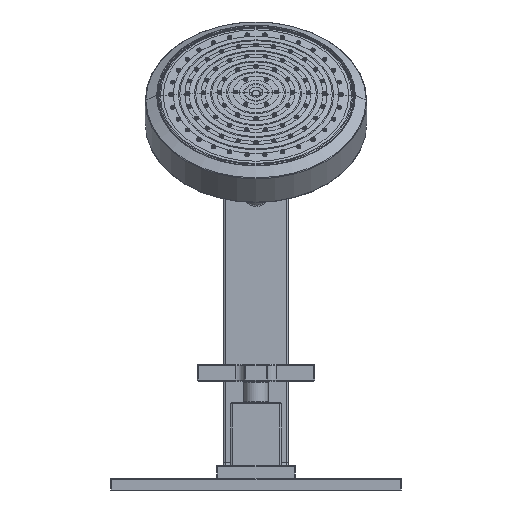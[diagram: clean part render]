
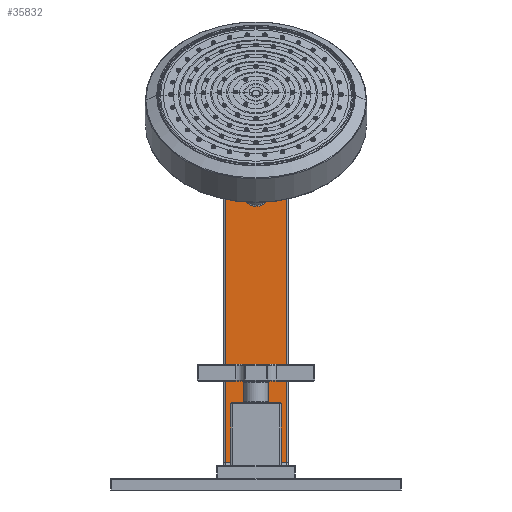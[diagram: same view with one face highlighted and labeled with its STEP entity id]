
A CAD part, front view. The second image highlights one B-rep face of the part: STEP entity #35832.
In plain terms, the highlighted planar face has unit normal (0, -1, 0).
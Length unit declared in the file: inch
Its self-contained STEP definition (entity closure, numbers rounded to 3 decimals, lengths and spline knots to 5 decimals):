
#17333=DIRECTION('',(0.,0.,-1.));
#17334=VECTOR('',#17333,8.206);
#17335=CARTESIAN_POINT('',(0.815,11.546,8.94));
#17336=LINE('',#17335,#17334);
#17337=DIRECTION('',(1.,0.,0.));
#17338=VECTOR('',#17337,1.63);
#17339=CARTESIAN_POINT('',(-0.815,11.546,0.734));
#17340=LINE('',#17339,#17338);
#17341=DIRECTION('',(0.,0.,1.));
#17342=VECTOR('',#17341,8.206);
#17343=CARTESIAN_POINT('',(-0.815,11.546,0.734));
#17344=LINE('',#17343,#17342);
#17345=DIRECTION('',(1.,0.,0.));
#17346=VECTOR('',#17345,1.63);
#17347=CARTESIAN_POINT('',(-0.815,11.546,8.94));
#17348=LINE('',#17347,#17346);
#17349=CARTESIAN_POINT('',(-0.00001,11.546,
7.56787));
#17350=CARTESIAN_POINT('',(-0.01162,11.546,
7.56786));
#17351=CARTESIAN_POINT('',(-0.03488,11.546,
7.56904));
#17352=CARTESIAN_POINT('',(-0.06986,11.546,
7.57438));
#17353=CARTESIAN_POINT('',(-0.10485,11.546,
7.58339));
#17354=CARTESIAN_POINT('',(-0.13988,11.546,
7.59624));
#17355=CARTESIAN_POINT('',(-0.17489,11.546,
7.61316));
#17356=CARTESIAN_POINT('',(-0.20979,11.546,
7.63442));
#17357=CARTESIAN_POINT('',(-0.24444,11.546,7.66035));
#17358=CARTESIAN_POINT('',(-0.27859,11.546,7.69128));
#17359=CARTESIAN_POINT('',(-0.31193,11.546,7.72753));
#17360=CARTESIAN_POINT('',(-0.34403,11.546,7.76941));
#17361=CARTESIAN_POINT('',(-0.37435,11.546,7.81709));
#17362=CARTESIAN_POINT('',(-0.40228,11.546,7.87061));
#17363=CARTESIAN_POINT('',(-0.4271,11.546,7.9298));
#17364=CARTESIAN_POINT('',(-0.44808,11.546,7.99421));
#17365=CARTESIAN_POINT('',(-0.46449,11.546,8.0631));
#17366=CARTESIAN_POINT('',(-0.47572,11.546,8.13546));
#17367=CARTESIAN_POINT('',(-0.48129,11.546,8.20999));
#17368=CARTESIAN_POINT('',(-0.48096,11.546,
8.28526));
#17369=CARTESIAN_POINT('',(-0.47475,11.546,
8.35973));
#17370=CARTESIAN_POINT('',(-0.4629,11.546,
8.43196));
#17371=CARTESIAN_POINT('',(-0.4459,11.546,
8.50068));
#17372=CARTESIAN_POINT('',(-0.42438,11.546,
8.56487));
#17373=CARTESIAN_POINT('',(-0.39907,11.546,
8.62378));
#17374=CARTESIAN_POINT('',(-0.37067,11.546,
8.677));
#17375=CARTESIAN_POINT('',(-0.35032,11.546,
8.70854));
#17376=CARTESIAN_POINT('',(-0.33974,11.546,
8.72334));
#17378=CARTESIAN_POINT('',(0.33974,11.546,
8.72334));
#17379=CARTESIAN_POINT('',(0.35031,11.546,
8.70856));
#17380=CARTESIAN_POINT('',(0.37065,11.546,
8.67704));
#17381=CARTESIAN_POINT('',(0.39906,11.546,
8.62382));
#17382=CARTESIAN_POINT('',(0.42436,11.546,
8.56491));
#17383=CARTESIAN_POINT('',(0.44588,11.546,
8.50074));
#17384=CARTESIAN_POINT('',(0.46288,11.546,
8.43204));
#17385=CARTESIAN_POINT('',(0.47473,11.546,
8.35983));
#17386=CARTESIAN_POINT('',(0.48095,11.546,
8.28539));
#17387=CARTESIAN_POINT('',(0.48129,11.546,8.21015));
#17388=CARTESIAN_POINT('',(0.47574,11.546,8.13564));
#17389=CARTESIAN_POINT('',(0.46453,11.546,8.06329));
#17390=CARTESIAN_POINT('',(0.44813,11.546,7.99438));
#17391=CARTESIAN_POINT('',(0.42716,11.546,7.92996));
#17392=CARTESIAN_POINT('',(0.40235,11.546,7.87074));
#17393=CARTESIAN_POINT('',(0.37441,11.546,7.81719));
#17394=CARTESIAN_POINT('',(0.34407,11.546,7.76947));
#17395=CARTESIAN_POINT('',(0.31196,11.546,7.72757));
#17396=CARTESIAN_POINT('',(0.27861,11.546,7.69129));
#17397=CARTESIAN_POINT('',(0.24445,11.546,7.66036));
#17398=CARTESIAN_POINT('',(0.2098,11.546,
7.63443));
#17399=CARTESIAN_POINT('',(0.17489,11.546,
7.61316));
#17400=CARTESIAN_POINT('',(0.13988,11.546,
7.59624));
#17401=CARTESIAN_POINT('',(0.10485,11.546,
7.58339));
#17402=CARTESIAN_POINT('',(0.06985,11.546,
7.57438));
#17403=CARTESIAN_POINT('',(0.03487,11.546,
7.56904));
#17404=CARTESIAN_POINT('',(0.01161,11.546,
7.56786));
#17405=CARTESIAN_POINT('',(-0.00001,11.546,
7.56787));
#17407=DIRECTION('',(-1.,0.,0.));
#17408=VECTOR('',#17407,0.01778);
#17409=CARTESIAN_POINT('',(0.33974,11.546,
8.72334));
#17410=LINE('',#17409,#17408);
#17411=DIRECTION('',(1.,0.,0.));
#17412=VECTOR('',#17411,0.01778);
#17413=CARTESIAN_POINT('',(-0.33974,11.546,
8.72334));
#17414=LINE('',#17413,#17412);
#17640=CARTESIAN_POINT('',(-0.32196,11.546,8.72334));
#17641=CARTESIAN_POINT('',(-0.29513,11.546,8.75832));
#17642=CARTESIAN_POINT('',(-0.24147,11.546,8.81281));
#17643=CARTESIAN_POINT('',(-0.13415,11.546,8.88267));
#17644=CARTESIAN_POINT('',(0.,11.546,8.91355));
#17645=CARTESIAN_POINT('',(0.13415,11.546,8.88267));
#17646=CARTESIAN_POINT('',(0.24147,11.546,8.81281));
#17647=CARTESIAN_POINT('',(0.29513,11.546,8.75832));
#17648=CARTESIAN_POINT('',(0.32196,11.546,8.72334));
#29784=CARTESIAN_POINT('',(0.815,11.546,0.734));
#29785=VERTEX_POINT('',#29784);
#29788=CARTESIAN_POINT('',(0.815,11.546,8.94));
#29789=VERTEX_POINT('',#29788);
#29794=CARTESIAN_POINT('',(-0.815,11.546,8.94));
#29795=VERTEX_POINT('',#29794);
#29800=CARTESIAN_POINT('',(-0.815,11.546,0.734));
#29801=VERTEX_POINT('',#29800);
#29810=CARTESIAN_POINT('',(-0.33974,11.546,
8.72334));
#29811=CARTESIAN_POINT('',(-0.32196,11.546,8.72334));
#29812=VERTEX_POINT('',#29810);
#29813=VERTEX_POINT('',#29811);
#29814=CARTESIAN_POINT('',(0.33974,11.546,
8.72334));
#29815=CARTESIAN_POINT('',(0.32196,11.546,8.72334));
#29816=VERTEX_POINT('',#29814);
#29817=VERTEX_POINT('',#29815);
#29818=VERTEX_POINT('',#17349);
#35809=CARTESIAN_POINT('',(-0.875,11.546,9.));
#35810=DIRECTION('',(0.,-1.,0.));
#35811=DIRECTION('',(0.,0.,-1.));
#35812=AXIS2_PLACEMENT_3D('',#35809,#35810,#35811);
#35813=PLANE('',#35812);
#35815=ORIENTED_EDGE('',*,*,#35814,.T.);
#35817=ORIENTED_EDGE('',*,*,#35816,.F.);
#35819=ORIENTED_EDGE('',*,*,#35818,.T.);
#35821=ORIENTED_EDGE('',*,*,#35820,.T.);
#35822=EDGE_LOOP('',(#35815,#35817,#35819,#35821));
#35823=FACE_OUTER_BOUND('',#35822,.F.);
#35824=ORIENTED_EDGE('',*,*,#35804,.F.);
#35825=ORIENTED_EDGE('',*,*,#35802,.F.);
#35826=ORIENTED_EDGE('',*,*,#35494,.T.);
#35828=ORIENTED_EDGE('',*,*,#35827,.F.);
#35829=ORIENTED_EDGE('',*,*,#35490,.F.);
#35830=EDGE_LOOP('',(#35824,#35825,#35826,#35828,#35829));
#35831=FACE_BOUND('',#35830,.F.);
#35832=ADVANCED_FACE('',(#35823,#35831),#35813,.T.);
#17377=B_SPLINE_CURVE_WITH_KNOTS('',3,(#17349,#17350,#17351,#17352,#17353,
#17354,#17355,#17356,#17357,#17358,#17359,#17360,#17361,#17362,#17363,#17364,
#17365,#17366,#17367,#17368,#17369,#17370,#17371,#17372,#17373,#17374,#17375,
#17376),.UNSPECIFIED.,.F.,.F.,(4,1,1,1,1,1,1,1,1,1,1,1,1,1,1,1,1,1,1,1,1,1,1,1,
1,4),(0.,0.04,0.08,0.12,0.16,0.2,0.24,0.28,0.32,0.36,0.4,
0.44,0.48,0.52,0.56,0.6,0.64,0.68,0.72,0.76,0.8,0.84,
0.88,0.92,0.96,1.),.UNSPECIFIED.);
#17406=B_SPLINE_CURVE_WITH_KNOTS('',3,(#17378,#17379,#17380,#17381,#17382,
#17383,#17384,#17385,#17386,#17387,#17388,#17389,#17390,#17391,#17392,#17393,
#17394,#17395,#17396,#17397,#17398,#17399,#17400,#17401,#17402,#17403,#17404,
#17405),.UNSPECIFIED.,.F.,.F.,(4,1,1,1,1,1,1,1,1,1,1,1,1,1,1,1,1,1,1,1,1,1,1,1,
1,4),(0.,0.04,0.08,0.12,0.16,0.2,0.24,0.28,0.32,0.36,0.4,
0.44,0.48,0.52,0.56,0.6,0.64,0.68,0.72,0.76,0.8,0.84,
0.88,0.92,0.96,1.),.UNSPECIFIED.);
#17649=B_SPLINE_CURVE_WITH_KNOTS('',3,(#17640,#17641,#17642,#17643,#17644,
#17645,#17646,#17647,#17648),.UNSPECIFIED.,.F.,.F.,(4,1,1,1,1,1,4),(0.,
0.125,0.25,0.5,0.75,0.875,1.),.UNSPECIFIED.);
#35490=EDGE_CURVE('',#29812,#29813,#17414,.T.);
#35494=EDGE_CURVE('',#29816,#29817,#17410,.T.);
#35802=EDGE_CURVE('',#29816,#29818,#17406,.T.);
#35804=EDGE_CURVE('',#29818,#29812,#17377,.T.);
#35814=EDGE_CURVE('',#29789,#29785,#17336,.T.);
#35816=EDGE_CURVE('',#29801,#29785,#17340,.T.);
#35818=EDGE_CURVE('',#29801,#29795,#17344,.T.);
#35820=EDGE_CURVE('',#29795,#29789,#17348,.T.);
#35827=EDGE_CURVE('',#29813,#29817,#17649,.T.);
